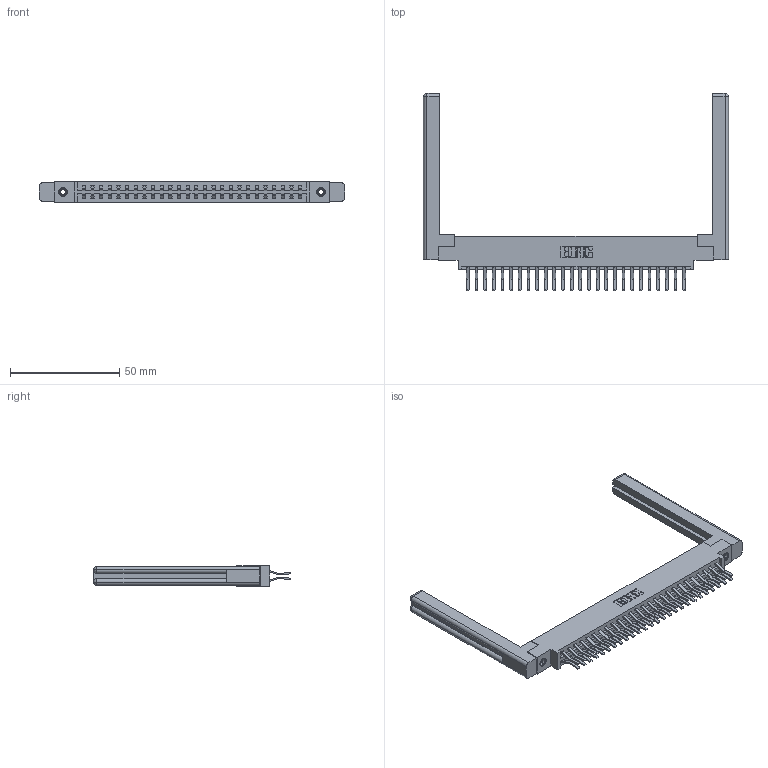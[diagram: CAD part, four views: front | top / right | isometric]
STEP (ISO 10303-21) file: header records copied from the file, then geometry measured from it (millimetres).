
FILE_DESCRIPTION (( 'STEP AP203' ), '1' );
FILE_NAME ('387-052-560-858.STEP', '2019-10-19T04:16:11', ( '' ), ( '' ), 'SwSTEP 2.0', 'SolidWorks 2016', '' );
FILE_SCHEMA (( 'CONFIG_CONTROL_DESIGN' ));
Length unit declared in the file: inch
Products named in the file (5): 345-292-001_560 Tail; 337 Part_0.170 Offset - 0.156 Dia-TI; 307-220-058; 387-052-560-858; 345-250-001_345-250-001-102
Assembly tree (57 placements, depth 2):
  387-052-560-858
    337 Part_0.170 Offset - 0.156 Dia-TI
    345-292-001_560 Tail  x52
    345-250-001_345-250-001-102  x2
    307-220-058  x2
Bounding box: 139.65 x 90.19 x 9.4 mm (x, y, z)
Volume: 21870 mm3; surface area: 22635.3 mm2
Topology: 57 solids, 57 shells, 3172 faces, 9361 edges, 6158 vertices
Faces by surface type: plane 2134, cylinder 1014, cone 12, torus 12
Entity records: 25082 total; most frequent: CARTESIAN_POINT 4249, ORIENTED_EDGE 4124, DIRECTION 3662, EDGE_CURVE 2062, VECTOR 1882, LINE 1882, VERTEX_POINT 1366, AXIS2_PLACEMENT_3D 890
